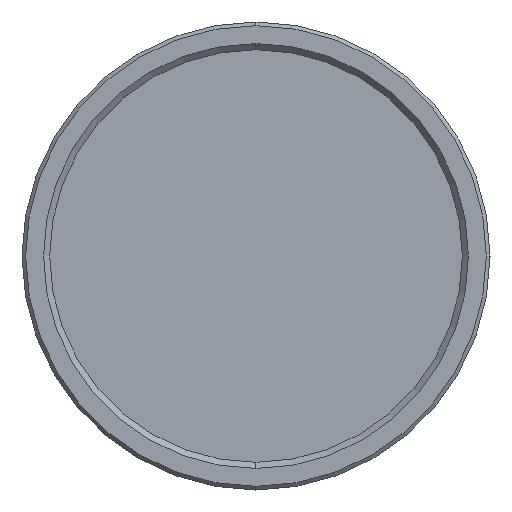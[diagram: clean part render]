
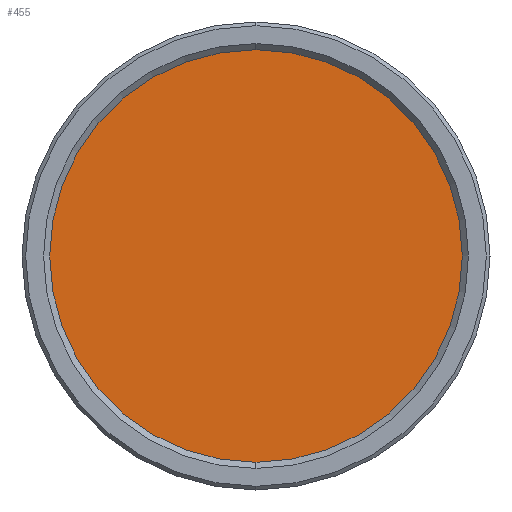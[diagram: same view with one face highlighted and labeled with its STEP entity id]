
A CAD part, left-side view. The second image highlights one B-rep face of the part: STEP entity #455.
In plain terms, the highlighted planar face has unit normal (-1, 0, 0).
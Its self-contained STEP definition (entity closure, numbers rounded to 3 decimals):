
#44 = CIRCLE ( 'NONE', #211, 16.75 ) ;
#82 = EDGE_CURVE ( 'NONE', #226, #1084, #1424, .T. ) ;
#211 = AXIS2_PLACEMENT_3D ( 'NONE', #825, #583, #1317 ) ;
#226 = VERTEX_POINT ( 'NONE', #439 ) ;
#234 = CARTESIAN_POINT ( 'NONE',  ( 1.493, -16.951, 16.951 ) ) ;
#326 = FACE_OUTER_BOUND ( 'NONE', #591, .T. ) ;
#391 = AXIS2_PLACEMENT_3D ( 'NONE', #234, #888, #495 ) ;
#439 = CARTESIAN_POINT ( 'NONE',  ( 1.493, -16.75, 0. ) ) ;
#455 = ADVANCED_FACE ( 'NONE', ( #326 ), #870, .F. ) ;
#495 = DIRECTION ( 'NONE',  ( 0., 0., -1. ) ) ;
#550 = DIRECTION ( 'NONE',  ( 1., 0., 0. ) ) ;
#583 = DIRECTION ( 'NONE',  ( 1., 0., 0. ) ) ;
#591 = EDGE_LOOP ( 'NONE', ( #711, #659 ) ) ;
#659 = ORIENTED_EDGE ( 'NONE', *, *, #1480, .F. ) ;
#672 = CARTESIAN_POINT ( 'NONE',  ( 1.493, 16.75, 0. ) ) ;
#679 = CARTESIAN_POINT ( 'NONE',  ( 1.493, 0., 0. ) ) ;
#711 = ORIENTED_EDGE ( 'NONE', *, *, #82, .F. ) ;
#825 = CARTESIAN_POINT ( 'NONE',  ( 1.493, 0., 0. ) ) ;
#870 = PLANE ( 'NONE',  #391 ) ;
#888 = DIRECTION ( 'NONE',  ( 1., 0., 0. ) ) ;
#1084 = VERTEX_POINT ( 'NONE', #672 ) ;
#1317 = DIRECTION ( 'NONE',  ( 0., -1., 0. ) ) ;
#1330 = AXIS2_PLACEMENT_3D ( 'NONE', #679, #550, #1511 ) ;
#1424 = CIRCLE ( 'NONE', #1330, 16.75 ) ;
#1480 = EDGE_CURVE ( 'NONE', #1084, #226, #44, .T. ) ;
#1511 = DIRECTION ( 'NONE',  ( 0., -1., 0. ) ) ;
